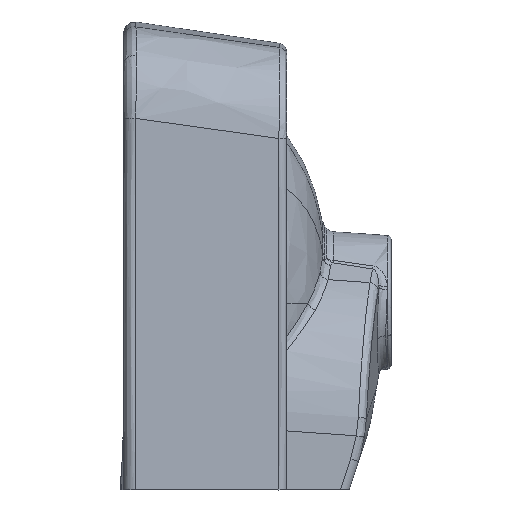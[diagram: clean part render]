
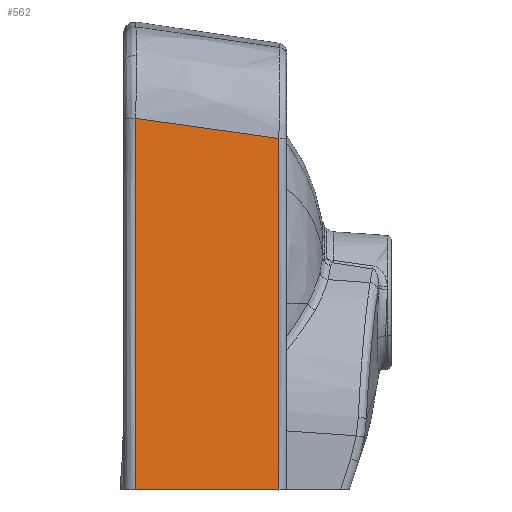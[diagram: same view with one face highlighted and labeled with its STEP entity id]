
A CAD part, left-side view. The second image highlights one B-rep face of the part: STEP entity #562.
In plain terms, the highlighted free-form (B-spline) face has degree [3, 3] with [6, 6] control points.
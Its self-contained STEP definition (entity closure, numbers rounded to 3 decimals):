
#399=(
BOUNDED_CURVE()
B_SPLINE_CURVE(3,(#20357,#20358,#20359,#20360),.UNSPECIFIED.,.F.,.F.)
B_SPLINE_CURVE_WITH_KNOTS((4,4),(0.,1.),.UNSPECIFIED.)
CURVE()
GEOMETRIC_REPRESENTATION_ITEM()
RATIONAL_B_SPLINE_CURVE((1.,1.,1.,
1.))
REPRESENTATION_ITEM('')
);
#562=ADVANCED_FACE('',(#834),#760,.T.);
#760=B_SPLINE_SURFACE_WITH_KNOTS('',3,3,((#20361,#20362,#20363,#20364,#20365,
#20366),(#20367,#20368,#20369,#20370,#20371,#20372),(#20373,#20374,#20375,
#20376,#20377,#20378),(#20379,#20380,#20381,#20382,#20383,#20384),(#20385,
#20386,#20387,#20388,#20389,#20390),(#20391,#20392,#20393,#20394,#20395,
#20396)),.UNSPECIFIED.,.F.,.F.,.F.,(4,2,4),(4,2,4),(0.,0.901,
1.),(0.,0.048,1.),.UNSPECIFIED.);
#834=FACE_OUTER_BOUND('',#1066,.T.);
#1066=EDGE_LOOP('',(#1521,#1522,#1523,#1524));
#1521=ORIENTED_EDGE('',*,*,#2910,.T.);
#1522=ORIENTED_EDGE('',*,*,#2796,.T.);
#1523=ORIENTED_EDGE('',*,*,#2914,.F.);
#1524=ORIENTED_EDGE('',*,*,#2915,.F.);
#2427=VERTEX_POINT('',#6146);
#2431=VERTEX_POINT('',#6244);
#2498=VERTEX_POINT('',#20272);
#2500=VERTEX_POINT('',#20356);
#2796=EDGE_CURVE('',#2427,#2431,#3369,.T.);
#2910=EDGE_CURVE('',#2498,#2427,#3459,.T.);
#2914=EDGE_CURVE('',#2500,#2431,#3461,.T.);
#2915=EDGE_CURVE('',#2498,#2500,#399,.T.);
#3369=B_SPLINE_CURVE_WITH_KNOTS('',3,(#6246,#6247,#6248,#6249,#6250,#6251,
#6252,#6253,#6254,#6255,#6256,#6257,#6258,#6259,#6260,#6261),
 .UNSPECIFIED.,.F.,.F.,(4,2,1,2,2,1,2,2,4),(0.,0.5,0.562,
0.594,0.602,0.609,0.625,
0.75,1.),.UNSPECIFIED.);
#3459=B_SPLINE_CURVE_WITH_KNOTS('',3,(#20268,#20269,#20270,#20271),
 .UNSPECIFIED.,.F.,.F.,(4,4),(0.,1.),.UNSPECIFIED.);
#3461=B_SPLINE_CURVE_WITH_KNOTS('',3,(#20352,#20353,#20354,#20355),
 .UNSPECIFIED.,.F.,.F.,(4,4),(0.,1.),.UNSPECIFIED.);
#6146=CARTESIAN_POINT('',(-178.986,-6.561,198.074));
#6244=CARTESIAN_POINT('',(-178.924,-6.561,0.));
#6246=CARTESIAN_POINT('',(-178.986,-6.561,198.074));
#6247=CARTESIAN_POINT('',(-179.477,-6.561,173.896));
#6248=CARTESIAN_POINT('',(-179.952,-6.561,142.354));
#6249=CARTESIAN_POINT('',(-179.978,-6.561,98.59));
#6250=CARTESIAN_POINT('',(-179.972,-6.561,91.123));
#6251=CARTESIAN_POINT('',(-179.946,-6.561,83.398));
#6252=CARTESIAN_POINT('',(-179.933,-6.561,80.143));
#6253=CARTESIAN_POINT('',(-179.93,-6.561,79.541));
#6254=CARTESIAN_POINT('',(-179.923,-6.561,77.975));
#6255=CARTESIAN_POINT('',(-179.912,-6.561,75.642));
#6256=CARTESIAN_POINT('',(-179.899,-6.561,73.356));
#6257=CARTESIAN_POINT('',(-179.819,-6.561,59.831));
#6258=CARTESIAN_POINT('',(-179.71,-6.561,49.155));
#6259=CARTESIAN_POINT('',(-179.357,-6.561,21.165));
#6260=CARTESIAN_POINT('',(-179.089,-6.561,7.891));
#6261=CARTESIAN_POINT('',(-178.924,-6.561,0.));
#20268=CARTESIAN_POINT('',(-169.695,-82.795,187.379));
#20269=CARTESIAN_POINT('',(-173.665,-57.609,192.144));
#20270=CARTESIAN_POINT('',(-176.765,-32.177,195.714));
#20271=CARTESIAN_POINT('',(-178.986,-6.561,198.074));
#20272=CARTESIAN_POINT('',(-169.695,-82.795,187.379));
#20352=CARTESIAN_POINT('',(-169.427,-82.795,0.));
#20353=CARTESIAN_POINT('',(-173.499,-57.506,0.));
#20354=CARTESIAN_POINT('',(-176.664,-32.076,0.));
#20355=CARTESIAN_POINT('',(-178.924,-6.561,0.));
#20356=CARTESIAN_POINT('',(-169.427,-82.795,0.));
#20357=CARTESIAN_POINT('',(-169.695,-82.795,187.379));
#20358=CARTESIAN_POINT('',(-170.826,-82.795,124.926));
#20359=CARTESIAN_POINT('',(-170.736,-82.795,62.45));
#20360=CARTESIAN_POINT('',(-169.427,-82.795,0.));
#20361=CARTESIAN_POINT('',(-178.724,0.,-32.14));
#20362=CARTESIAN_POINT('',(-178.835,0.,-27.659));
#20363=CARTESIAN_POINT('',(-178.946,0.,-23.177));
#20364=CARTESIAN_POINT('',(-181.282,0.,70.943));
#20365=CARTESIAN_POINT('',(-180.998,0.,160.645));
#20366=CARTESIAN_POINT('',(-178.204,0.,250.269));
#20367=CARTESIAN_POINT('',(-176.323,-29.129,-32.074));
#20368=CARTESIAN_POINT('',(-176.435,-29.129,-27.594));
#20369=CARTESIAN_POINT('',(-176.546,-29.129,-23.115));
#20370=CARTESIAN_POINT('',(-178.881,-29.129,70.958));
#20371=CARTESIAN_POINT('',(-178.596,-29.129,160.615));
#20372=CARTESIAN_POINT('',(-175.804,-29.129,250.194));
#20373=CARTESIAN_POINT('',(-172.745,-58.162,-31.975));
#20374=CARTESIAN_POINT('',(-172.856,-58.162,-27.499));
#20375=CARTESIAN_POINT('',(-172.968,-58.162,-23.023));
#20376=CARTESIAN_POINT('',(-175.3,-58.162,70.981));
#20377=CARTESIAN_POINT('',(-175.017,-58.162,160.571));
#20378=CARTESIAN_POINT('',(-172.227,-58.162,250.083));
#20379=CARTESIAN_POINT('',(-167.463,-90.169,-31.83));
#20380=CARTESIAN_POINT('',(-167.574,-90.169,-27.358));
#20381=CARTESIAN_POINT('',(-167.685,-90.169,-22.887));
#20382=CARTESIAN_POINT('',(-170.015,-90.169,71.015));
#20383=CARTESIAN_POINT('',(-169.733,-90.169,160.506));
#20384=CARTESIAN_POINT('',(-166.945,-90.169,249.918));
#20385=CARTESIAN_POINT('',(-166.94,-93.337,-31.815));
#20386=CARTESIAN_POINT('',(-167.051,-93.337,-27.344));
#20387=CARTESIAN_POINT('',(-167.162,-93.337,-22.873));
#20388=CARTESIAN_POINT('',(-169.492,-93.337,71.018));
#20389=CARTESIAN_POINT('',(-169.209,-93.337,160.5));
#20390=CARTESIAN_POINT('',(-166.422,-93.337,249.902));
#20391=CARTESIAN_POINT('',(-166.417,-96.506,-31.801));
#20392=CARTESIAN_POINT('',(-166.528,-96.506,-27.33));
#20393=CARTESIAN_POINT('',(-166.639,-96.506,-22.86));
#20394=CARTESIAN_POINT('',(-168.968,-96.506,71.022));
#20395=CARTESIAN_POINT('',(-168.686,-96.506,160.493));
#20396=CARTESIAN_POINT('',(-165.899,-96.506,249.885));
